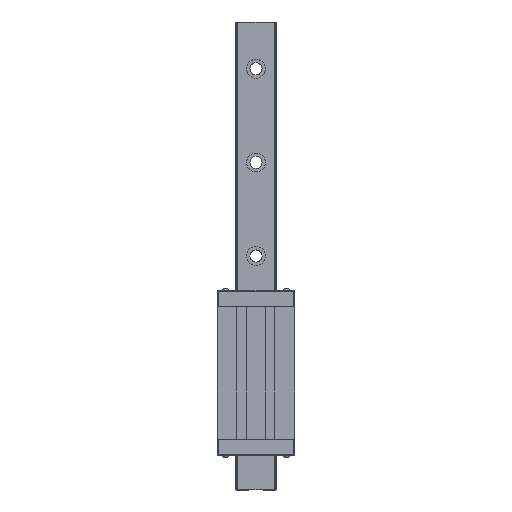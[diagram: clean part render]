
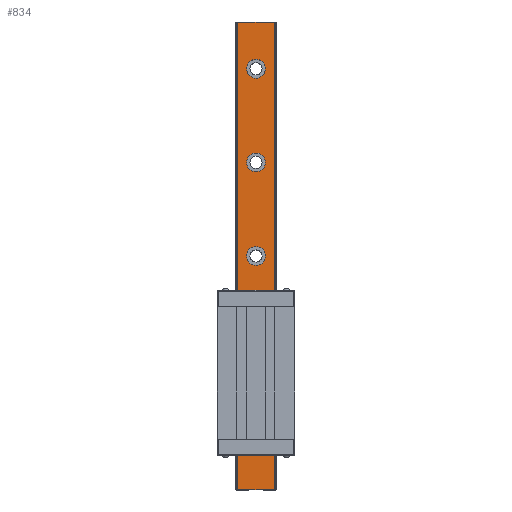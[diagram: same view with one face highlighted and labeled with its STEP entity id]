
A CAD part, top view. The second image highlights one B-rep face of the part: STEP entity #834.
In plain terms, the highlighted planar face has unit normal (0, 0, 1).
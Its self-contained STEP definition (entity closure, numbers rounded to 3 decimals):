
#834=ADVANCED_FACE('',(#2310,#2311,#2312,#2313,#2314,#2315),#2316,.T.);
#2310=FACE_BOUND('',#4502,.T.);
#2311=FACE_BOUND('',#4503,.T.);
#2312=FACE_BOUND('',#4504,.T.);
#2313=FACE_BOUND('',#4505,.T.);
#2314=FACE_BOUND('',#4506,.T.);
#2315=FACE_OUTER_BOUND('',#4507,.T.);
#2316=PLANE('',#4508);
#4502=EDGE_LOOP('',(#6907,#6908));
#4503=EDGE_LOOP('',(#6909,#6910));
#4504=EDGE_LOOP('',(#6911,#6912));
#4505=EDGE_LOOP('',(#6913,#6914));
#4506=EDGE_LOOP('',(#6915,#6916));
#4507=EDGE_LOOP('',(#6917,#6918,#6919,#6920));
#4508=AXIS2_PLACEMENT_3D('',#6921,#6922,#6923);
#6907=ORIENTED_EDGE('',*,*,#12790,.T.);
#6908=ORIENTED_EDGE('',*,*,#12776,.T.);
#6909=ORIENTED_EDGE('',*,*,#12797,.T.);
#6910=ORIENTED_EDGE('',*,*,#12766,.T.);
#6911=ORIENTED_EDGE('',*,*,#12804,.T.);
#6912=ORIENTED_EDGE('',*,*,#12756,.T.);
#6913=ORIENTED_EDGE('',*,*,#12811,.T.);
#6914=ORIENTED_EDGE('',*,*,#12746,.T.);
#6915=ORIENTED_EDGE('',*,*,#12818,.T.);
#6916=ORIENTED_EDGE('',*,*,#12736,.T.);
#6917=ORIENTED_EDGE('',*,*,#12916,.T.);
#6918=ORIENTED_EDGE('',*,*,#12917,.F.);
#6919=ORIENTED_EDGE('',*,*,#12918,.F.);
#6920=ORIENTED_EDGE('',*,*,#12913,.T.);
#6921=CARTESIAN_POINT('',(0.0,0.,41.5));
#6922=DIRECTION('',(-0.0,0.,1.0));
#6923=DIRECTION('',(1.0,0.0,0.0));
#12736=EDGE_CURVE('',#15174,#15171,#15175,.T.);
#12746=EDGE_CURVE('',#15192,#15189,#15193,.T.);
#12756=EDGE_CURVE('',#15210,#15207,#15211,.T.);
#12766=EDGE_CURVE('',#15228,#15225,#15229,.T.);
#12776=EDGE_CURVE('',#15246,#15243,#15247,.T.);
#12790=EDGE_CURVE('',#15243,#15246,#15266,.T.);
#12797=EDGE_CURVE('',#15225,#15228,#15273,.T.);
#12804=EDGE_CURVE('',#15207,#15210,#15280,.T.);
#12811=EDGE_CURVE('',#15189,#15192,#15287,.T.);
#12818=EDGE_CURVE('',#15171,#15174,#15294,.T.);
#12913=EDGE_CURVE('',#15436,#15434,#15437,.T.);
#12916=EDGE_CURVE('',#15434,#15440,#15441,.T.);
#12917=EDGE_CURVE('',#15442,#15440,#15443,.T.);
#12918=EDGE_CURVE('',#15436,#15442,#15444,.T.);
#15171=VERTEX_POINT('',#18731);
#15174=VERTEX_POINT('',#18735);
#15175=CIRCLE('',#18736,12.0);
#15189=VERTEX_POINT('',#18753);
#15192=VERTEX_POINT('',#18757);
#15193=CIRCLE('',#18758,12.0);
#15207=VERTEX_POINT('',#18775);
#15210=VERTEX_POINT('',#18779);
#15211=CIRCLE('',#18780,12.0);
#15225=VERTEX_POINT('',#18797);
#15228=VERTEX_POINT('',#18801);
#15229=CIRCLE('',#18802,12.0);
#15243=VERTEX_POINT('',#18819);
#15246=VERTEX_POINT('',#18823);
#15247=CIRCLE('',#18824,12.0);
#15266=CIRCLE('',#18846,12.0);
#15273=CIRCLE('',#18853,12.0);
#15280=CIRCLE('',#18860,12.0);
#15287=CIRCLE('',#18867,12.0);
#15294=CIRCLE('',#18874,12.0);
#15434=VERTEX_POINT('',#19061);
#15436=VERTEX_POINT('',#19064);
#15437=LINE('',#19065,#19066);
#15440=VERTEX_POINT('',#19070);
#15441=LINE('',#19071,#19072);
#15442=VERTEX_POINT('',#19073);
#15443=LINE('',#19074,#19075);
#15444=LINE('',#19076,#19077);
#18731=CARTESIAN_POINT('',(12.0,60.0,41.5));
#18735=CARTESIAN_POINT('',(-12.0,60.0,41.5));
#18736=AXIS2_PLACEMENT_3D('',#23783,#23784,#23785);
#18753=CARTESIAN_POINT('',(12.0,180.0,41.5));
#18757=CARTESIAN_POINT('',(-12.0,180.0,41.5));
#18758=AXIS2_PLACEMENT_3D('',#23799,#23800,#23801);
#18775=CARTESIAN_POINT('',(12.0,300.0,41.5));
#18779=CARTESIAN_POINT('',(-12.0,300.0,41.5));
#18780=AXIS2_PLACEMENT_3D('',#23815,#23816,#23817);
#18797=CARTESIAN_POINT('',(12.0,420.0,41.5));
#18801=CARTESIAN_POINT('',(-12.0,420.0,41.5));
#18802=AXIS2_PLACEMENT_3D('',#23831,#23832,#23833);
#18819=CARTESIAN_POINT('',(12.0,540.0,41.5));
#18823=CARTESIAN_POINT('',(-12.0,540.0,41.5));
#18824=AXIS2_PLACEMENT_3D('',#23847,#23848,#23849);
#18846=AXIS2_PLACEMENT_3D('',#23871,#23872,#23873);
#18853=AXIS2_PLACEMENT_3D('',#23883,#23884,#23885);
#18860=AXIS2_PLACEMENT_3D('',#23895,#23896,#23897);
#18867=AXIS2_PLACEMENT_3D('',#23907,#23908,#23909);
#18874=AXIS2_PLACEMENT_3D('',#23919,#23920,#23921);
#19061=CARTESIAN_POINT('',(23.5,600.0,41.5));
#19064=CARTESIAN_POINT('',(23.5,0.,41.5));
#19065=CARTESIAN_POINT('',(23.5,0.,41.5));
#19066=VECTOR('',#24036,1.0);
#19070=CARTESIAN_POINT('',(-23.5,600.0,41.5));
#19071=CARTESIAN_POINT('',(23.5,600.0,41.5));
#19072=VECTOR('',#24038,1.0);
#19073=CARTESIAN_POINT('',(-23.5,0.,41.5));
#19074=CARTESIAN_POINT('',(-23.5,0.,41.5));
#19075=VECTOR('',#24039,1.0);
#19076=CARTESIAN_POINT('',(23.5,0.,41.5));
#19077=VECTOR('',#24040,1.0);
#23783=CARTESIAN_POINT('',(0.0,60.0,41.5));
#23784=DIRECTION('',(0.0,0.,-1.0));
#23785=DIRECTION('',(1.0,0.0,0.0));
#23799=CARTESIAN_POINT('',(0.0,180.0,41.5));
#23800=DIRECTION('',(0.0,0.,-1.0));
#23801=DIRECTION('',(1.0,0.0,0.0));
#23815=CARTESIAN_POINT('',(0.0,300.0,41.5));
#23816=DIRECTION('',(0.0,0.,-1.0));
#23817=DIRECTION('',(1.0,0.0,0.0));
#23831=CARTESIAN_POINT('',(0.0,420.0,41.5));
#23832=DIRECTION('',(0.0,0.,-1.0));
#23833=DIRECTION('',(1.0,0.0,0.0));
#23847=CARTESIAN_POINT('',(0.0,540.0,41.5));
#23848=DIRECTION('',(0.0,0.,-1.0));
#23849=DIRECTION('',(1.0,0.0,0.0));
#23871=CARTESIAN_POINT('',(0.0,540.0,41.5));
#23872=DIRECTION('',(0.0,0.,-1.0));
#23873=DIRECTION('',(1.0,0.0,0.0));
#23883=CARTESIAN_POINT('',(0.0,420.0,41.5));
#23884=DIRECTION('',(0.0,0.,-1.0));
#23885=DIRECTION('',(1.0,0.0,0.0));
#23895=CARTESIAN_POINT('',(0.0,300.0,41.5));
#23896=DIRECTION('',(0.0,0.,-1.0));
#23897=DIRECTION('',(1.0,0.0,0.0));
#23907=CARTESIAN_POINT('',(0.0,180.0,41.5));
#23908=DIRECTION('',(0.0,0.,-1.0));
#23909=DIRECTION('',(1.0,0.0,0.0));
#23919=CARTESIAN_POINT('',(0.0,60.0,41.5));
#23920=DIRECTION('',(0.0,0.,-1.0));
#23921=DIRECTION('',(1.0,0.0,0.0));
#24036=DIRECTION('',(0.0,1.0,0.));
#24038=DIRECTION('',(-1.0,0.0,0.0));
#24039=DIRECTION('',(0.0,1.0,0.));
#24040=DIRECTION('',(-1.0,0.0,0.0));
